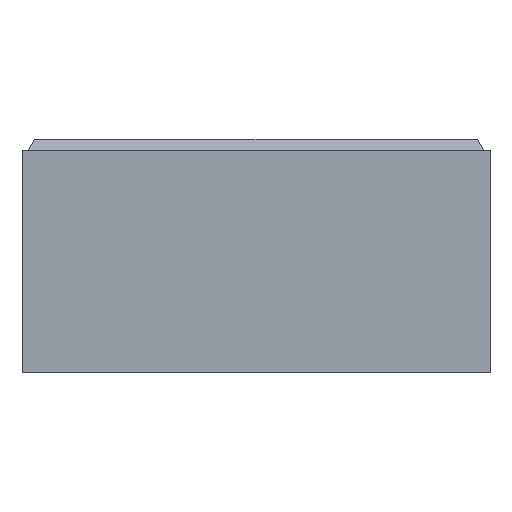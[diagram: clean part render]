
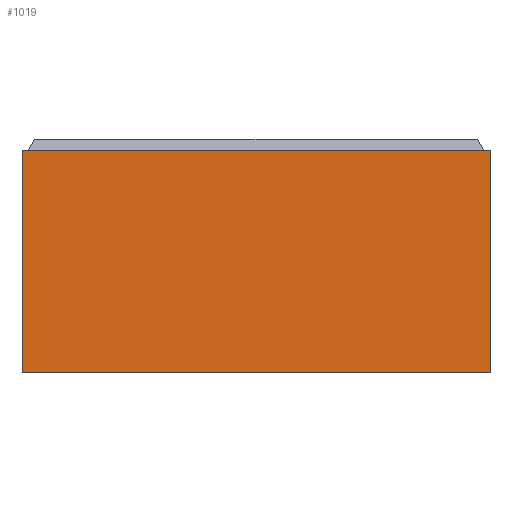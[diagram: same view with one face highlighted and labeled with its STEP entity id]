
A CAD part, left-side view. The second image highlights one B-rep face of the part: STEP entity #1019.
In plain terms, the highlighted planar face has unit normal (-1, 0, 0).
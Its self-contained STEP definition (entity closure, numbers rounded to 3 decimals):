
#67 = PLANE('',#68);
#68 = AXIS2_PLACEMENT_3D('',#69,#70,#71);
#69 = CARTESIAN_POINT('',(263.144,285.671,317.6
    ));
#70 = DIRECTION('',(0.,0.,1.));
#71 = DIRECTION('',(1.,0.,0.));
#92 = PLANE('',#93);
#93 = AXIS2_PLACEMENT_3D('',#94,#95,#96);
#94 = CARTESIAN_POINT('',(263.144,285.871,
    316.462));
#95 = DIRECTION('',(0.,-1.,0.));
#96 = DIRECTION('',(0.,0.,-1.));
#619 = PLANE('',#620);
#620 = AXIS2_PLACEMENT_3D('',#621,#622,#623);
#621 = CARTESIAN_POINT('',(263.144,286.671,
    316.462));
#622 = DIRECTION('',(0.,1.,0.));
#623 = DIRECTION('',(0.,0.,1.));
#1019 = ADVANCED_FACE('',(#1020),#1033,.T.);
#1020 = FACE_BOUND('',#1021,.T.);
#1021 = EDGE_LOOP('',(#1022,#1049,#1069,#1094));
#1022 = ORIENTED_EDGE('',*,*,#1023,.T.);
#1023 = EDGE_CURVE('',#1024,#1026,#1028,.T.);
#1024 = VERTEX_POINT('',#1025);
#1025 = CARTESIAN_POINT('',(263.894,285.871,
    317.6));
#1026 = VERTEX_POINT('',#1027);
#1027 = CARTESIAN_POINT('',(263.894,286.671,
    317.6));
#1028 = SURFACE_CURVE('',#1029,(#1032,#1043),.PCURVE_S1.);
#1029 = B_SPLINE_CURVE_WITH_KNOTS('',1,(#1030,#1031),.UNSPECIFIED.,.F.,
  .F.,(2,2),(0.,0.8),.PIECEWISE_BEZIER_KNOTS.);
#1030 = CARTESIAN_POINT('',(263.894,285.871,
    317.6));
#1031 = CARTESIAN_POINT('',(263.894,286.671,
    317.6));
#1032 = PCURVE('',#1033,#1038);
#1033 = PLANE('',#1034);
#1034 = AXIS2_PLACEMENT_3D('',#1035,#1036,#1037);
#1035 = CARTESIAN_POINT('',(263.894,285.671,
    316.462));
#1036 = DIRECTION('',(-1.,0.,0.));
#1037 = DIRECTION('',(0.,0.,-1.));
#1038 = DEFINITIONAL_REPRESENTATION('',(#1039),#1042);
#1039 = B_SPLINE_CURVE_WITH_KNOTS('',1,(#1040,#1041),.UNSPECIFIED.,.F.,
  .F.,(2,2),(0.,0.8),.PIECEWISE_BEZIER_KNOTS.);
#1040 = CARTESIAN_POINT('',(-1.138,-0.2));
#1041 = CARTESIAN_POINT('',(-1.138,-1.));
#1042 = ( GEOMETRIC_REPRESENTATION_CONTEXT(2) 
PARAMETRIC_REPRESENTATION_CONTEXT() REPRESENTATION_CONTEXT('2D SPACE',''
  ) );
#1043 = PCURVE('',#67,#1044);
#1044 = DEFINITIONAL_REPRESENTATION('',(#1045),#1048);
#1045 = B_SPLINE_CURVE_WITH_KNOTS('',1,(#1046,#1047),.UNSPECIFIED.,.F.,
  .F.,(2,2),(0.,0.8),.PIECEWISE_BEZIER_KNOTS.);
#1046 = CARTESIAN_POINT('',(0.75,0.2));
#1047 = CARTESIAN_POINT('',(0.75,1.));
#1048 = ( GEOMETRIC_REPRESENTATION_CONTEXT(2) 
PARAMETRIC_REPRESENTATION_CONTEXT() REPRESENTATION_CONTEXT('2D SPACE',''
  ) );
#1049 = ORIENTED_EDGE('',*,*,#1050,.T.);
#1050 = EDGE_CURVE('',#1026,#1051,#1053,.T.);
#1051 = VERTEX_POINT('',#1052);
#1052 = CARTESIAN_POINT('',(263.894,286.671,
    317.22));
#1053 = SURFACE_CURVE('',#1054,(#1057,#1063),.PCURVE_S1.);
#1054 = B_SPLINE_CURVE_WITH_KNOTS('',1,(#1055,#1056),.UNSPECIFIED.,.F.,
  .F.,(2,2),(-0.38,0.),.PIECEWISE_BEZIER_KNOTS.);
#1055 = CARTESIAN_POINT('',(263.894,286.671,
    317.6));
#1056 = CARTESIAN_POINT('',(263.894,286.671,
    317.22));
#1057 = PCURVE('',#1033,#1058);
#1058 = DEFINITIONAL_REPRESENTATION('',(#1059),#1062);
#1059 = B_SPLINE_CURVE_WITH_KNOTS('',1,(#1060,#1061),.UNSPECIFIED.,.F.,
  .F.,(2,2),(-0.38,0.),.PIECEWISE_BEZIER_KNOTS.);
#1060 = CARTESIAN_POINT('',(-1.138,-1.));
#1061 = CARTESIAN_POINT('',(-0.758,-1.));
#1062 = ( GEOMETRIC_REPRESENTATION_CONTEXT(2) 
PARAMETRIC_REPRESENTATION_CONTEXT() REPRESENTATION_CONTEXT('2D SPACE',''
  ) );
#1063 = PCURVE('',#619,#1064);
#1064 = DEFINITIONAL_REPRESENTATION('',(#1065),#1068);
#1065 = B_SPLINE_CURVE_WITH_KNOTS('',1,(#1066,#1067),.UNSPECIFIED.,.F.,
  .F.,(2,2),(-0.38,0.),.PIECEWISE_BEZIER_KNOTS.);
#1066 = CARTESIAN_POINT('',(1.138,0.75));
#1067 = CARTESIAN_POINT('',(0.758,0.75));
#1068 = ( GEOMETRIC_REPRESENTATION_CONTEXT(2) 
PARAMETRIC_REPRESENTATION_CONTEXT() REPRESENTATION_CONTEXT('2D SPACE',''
  ) );
#1069 = ORIENTED_EDGE('',*,*,#1070,.T.);
#1070 = EDGE_CURVE('',#1051,#1071,#1073,.T.);
#1071 = VERTEX_POINT('',#1072);
#1072 = CARTESIAN_POINT('',(263.894,285.871,
    317.22));
#1073 = SURFACE_CURVE('',#1074,(#1077,#1083),.PCURVE_S1.);
#1074 = B_SPLINE_CURVE_WITH_KNOTS('',1,(#1075,#1076),.UNSPECIFIED.,.F.,
  .F.,(2,2),(-0.8,0.),.PIECEWISE_BEZIER_KNOTS.);
#1075 = CARTESIAN_POINT('',(263.894,286.671,
    317.22));
#1076 = CARTESIAN_POINT('',(263.894,285.871,
    317.22));
#1077 = PCURVE('',#1033,#1078);
#1078 = DEFINITIONAL_REPRESENTATION('',(#1079),#1082);
#1079 = B_SPLINE_CURVE_WITH_KNOTS('',1,(#1080,#1081),.UNSPECIFIED.,.F.,
  .F.,(2,2),(-0.8,0.),.PIECEWISE_BEZIER_KNOTS.);
#1080 = CARTESIAN_POINT('',(-0.758,-1.));
#1081 = CARTESIAN_POINT('',(-0.758,-0.2));
#1082 = ( GEOMETRIC_REPRESENTATION_CONTEXT(2) 
PARAMETRIC_REPRESENTATION_CONTEXT() REPRESENTATION_CONTEXT('2D SPACE',''
  ) );
#1083 = PCURVE('',#1084,#1089);
#1084 = PLANE('',#1085);
#1085 = AXIS2_PLACEMENT_3D('',#1086,#1087,#1088);
#1086 = CARTESIAN_POINT('',(264.944,285.671,
    317.22));
#1087 = DIRECTION('',(0.,0.,-1.));
#1088 = DIRECTION('',(-1.,0.,0.));
#1089 = DEFINITIONAL_REPRESENTATION('',(#1090),#1093);
#1090 = B_SPLINE_CURVE_WITH_KNOTS('',1,(#1091,#1092),.UNSPECIFIED.,.F.,
  .F.,(2,2),(-0.8,0.),.PIECEWISE_BEZIER_KNOTS.);
#1091 = CARTESIAN_POINT('',(1.05,1.));
#1092 = CARTESIAN_POINT('',(1.05,0.2));
#1093 = ( GEOMETRIC_REPRESENTATION_CONTEXT(2) 
PARAMETRIC_REPRESENTATION_CONTEXT() REPRESENTATION_CONTEXT('2D SPACE',''
  ) );
#1094 = ORIENTED_EDGE('',*,*,#1095,.T.);
#1095 = EDGE_CURVE('',#1071,#1024,#1096,.T.);
#1096 = SURFACE_CURVE('',#1097,(#1100,#1106),.PCURVE_S1.);
#1097 = B_SPLINE_CURVE_WITH_KNOTS('',1,(#1098,#1099),.UNSPECIFIED.,.F.,
  .F.,(2,2),(0.,0.38),.PIECEWISE_BEZIER_KNOTS.);
#1098 = CARTESIAN_POINT('',(263.894,285.871,
    317.22));
#1099 = CARTESIAN_POINT('',(263.894,285.871,
    317.6));
#1100 = PCURVE('',#1033,#1101);
#1101 = DEFINITIONAL_REPRESENTATION('',(#1102),#1105);
#1102 = B_SPLINE_CURVE_WITH_KNOTS('',1,(#1103,#1104),.UNSPECIFIED.,.F.,
  .F.,(2,2),(0.,0.38),.PIECEWISE_BEZIER_KNOTS.);
#1103 = CARTESIAN_POINT('',(-0.758,-0.2));
#1104 = CARTESIAN_POINT('',(-1.138,-0.2));
#1105 = ( GEOMETRIC_REPRESENTATION_CONTEXT(2) 
PARAMETRIC_REPRESENTATION_CONTEXT() REPRESENTATION_CONTEXT('2D SPACE',''
  ) );
#1106 = PCURVE('',#92,#1107);
#1107 = DEFINITIONAL_REPRESENTATION('',(#1108),#1111);
#1108 = B_SPLINE_CURVE_WITH_KNOTS('',1,(#1109,#1110),.UNSPECIFIED.,.F.,
  .F.,(2,2),(0.,0.38),.PIECEWISE_BEZIER_KNOTS.);
#1109 = CARTESIAN_POINT('',(-0.758,0.75));
#1110 = CARTESIAN_POINT('',(-1.138,0.75));
#1111 = ( GEOMETRIC_REPRESENTATION_CONTEXT(2) 
PARAMETRIC_REPRESENTATION_CONTEXT() REPRESENTATION_CONTEXT('2D SPACE',''
  ) );
